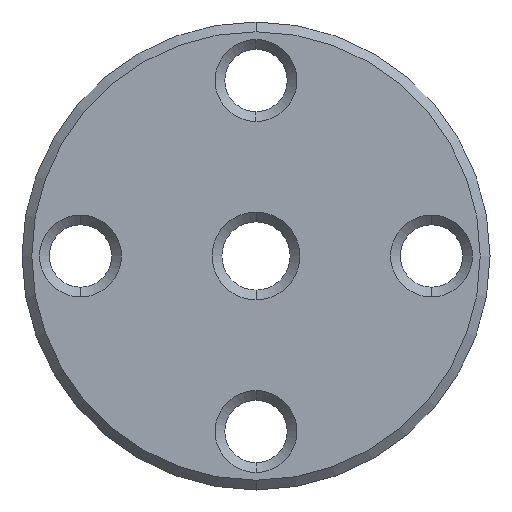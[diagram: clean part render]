
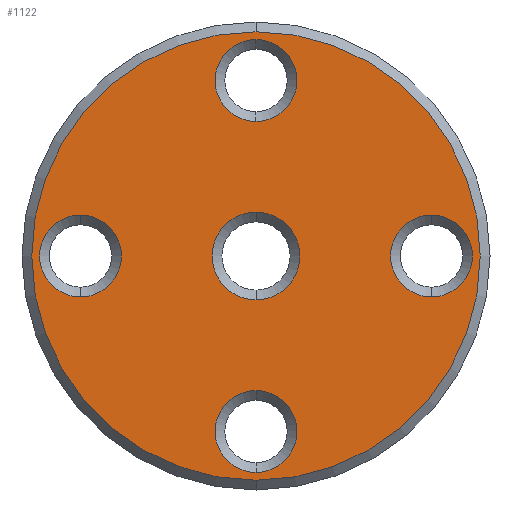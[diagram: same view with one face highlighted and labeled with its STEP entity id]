
A CAD part, front view. The second image highlights one B-rep face of the part: STEP entity #1122.
In plain terms, the highlighted planar face has unit normal (0, -1, 0).
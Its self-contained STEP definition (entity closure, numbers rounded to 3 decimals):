
#4 = EDGE_CURVE ( 'NONE', #239, #785, #919, .T. ) ;
#13 = ORIENTED_EDGE ( 'NONE', *, *, #4, .T. ) ;
#24 = CIRCLE ( 'NONE', #1217, 2.25 ) ;
#44 = EDGE_CURVE ( 'NONE', #252, #1194, #988, .T. ) ;
#58 = EDGE_CURVE ( 'NONE', #1015, #133, #24, .T. ) ;
#69 = ORIENTED_EDGE ( 'NONE', *, *, #1276, .T. ) ;
#73 = FACE_BOUND ( 'NONE', #424, .T. ) ;
#98 = CARTESIAN_POINT ( 'NONE',  ( 0., 0., -9. ) ) ;
#112 = FACE_BOUND ( 'NONE', #534, .T. ) ;
#113 = CARTESIAN_POINT ( 'NONE',  ( 0., 0., -2.25 ) ) ;
#122 = CARTESIAN_POINT ( 'NONE',  ( 0., 0., -6.9 ) ) ;
#123 = CARTESIAN_POINT ( 'NONE',  ( 9., 0., -2.1 ) ) ;
#128 = CIRCLE ( 'NONE', #1080, 11.5 ) ;
#133 = VERTEX_POINT ( 'NONE', #940 ) ;
#140 = FACE_BOUND ( 'NONE', #161, .T. ) ;
#161 = EDGE_LOOP ( 'NONE', ( #872, #330 ) ) ;
#174 = CARTESIAN_POINT ( 'NONE',  ( 9., 0., 2.1 ) ) ;
#181 = DIRECTION ( 'NONE',  ( 0., 0., -1. ) ) ;
#186 = VERTEX_POINT ( 'NONE', #174 ) ;
#197 = CARTESIAN_POINT ( 'NONE',  ( 9., 0., 0. ) ) ;
#205 = CARTESIAN_POINT ( 'NONE',  ( -9., 0., 2.1 ) ) ;
#239 = VERTEX_POINT ( 'NONE', #770 ) ;
#240 = EDGE_CURVE ( 'NONE', #1118, #323, #862, .T. ) ;
#252 = VERTEX_POINT ( 'NONE', #772 ) ;
#281 = DIRECTION ( 'NONE',  ( 0., 1., 0. ) ) ;
#290 = DIRECTION ( 'NONE',  ( 0., 0., -1. ) ) ;
#291 = CARTESIAN_POINT ( 'NONE',  ( 12., 0., 0. ) ) ;
#303 = CARTESIAN_POINT ( 'NONE',  ( 0., 0., 0. ) ) ;
#305 = EDGE_LOOP ( 'NONE', ( #926, #749 ) ) ;
#323 = VERTEX_POINT ( 'NONE', #456 ) ;
#328 = FACE_BOUND ( 'NONE', #677, .T. ) ;
#330 = ORIENTED_EDGE ( 'NONE', *, *, #1278, .T. ) ;
#375 = DIRECTION ( 'NONE',  ( 0., 1., 0. ) ) ;
#379 = CIRCLE ( 'NONE', #1174, 2.1 ) ;
#384 = DIRECTION ( 'NONE',  ( 0., -1., 0. ) ) ;
#391 = DIRECTION ( 'NONE',  ( 0., 0., -1. ) ) ;
#421 = CIRCLE ( 'NONE', #1090, 2.1 ) ;
#424 = EDGE_LOOP ( 'NONE', ( #13, #1064 ) ) ;
#435 = EDGE_CURVE ( 'NONE', #526, #546, #379, .T. ) ;
#441 = EDGE_CURVE ( 'NONE', #803, #186, #592, .T. ) ;
#456 = CARTESIAN_POINT ( 'NONE',  ( 0., 0., 11.1 ) ) ;
#459 = DIRECTION ( 'NONE',  ( 0., 0., -1. ) ) ;
#472 = CARTESIAN_POINT ( 'NONE',  ( -9., 0., 0. ) ) ;
#474 = CARTESIAN_POINT ( 'NONE',  ( 9., 0., 0. ) ) ;
#522 = CARTESIAN_POINT ( 'NONE',  ( 0., 0., 9. ) ) ;
#526 = VERTEX_POINT ( 'NONE', #737 ) ;
#534 = EDGE_LOOP ( 'NONE', ( #849, #1112 ) ) ;
#540 = ORIENTED_EDGE ( 'NONE', *, *, #435, .T. ) ;
#546 = VERTEX_POINT ( 'NONE', #122 ) ;
#548 = DIRECTION ( 'NONE',  ( 0., 0., -1. ) ) ;
#549 = DIRECTION ( 'NONE',  ( 0., 0., -1. ) ) ;
#550 = DIRECTION ( 'NONE',  ( 0., 0., -1. ) ) ;
#552 = CARTESIAN_POINT ( 'NONE',  ( 0., 0., 0. ) ) ;
#555 = DIRECTION ( 'NONE',  ( 0., 1., 0. ) ) ;
#592 = CIRCLE ( 'NONE', #1180, 2.1 ) ;
#601 = DIRECTION ( 'NONE',  ( 0., 0., -1. ) ) ;
#615 = CARTESIAN_POINT ( 'NONE',  ( 0., 0., 0. ) ) ;
#618 = CIRCLE ( 'NONE', #1084, 2.1 ) ;
#624 = DIRECTION ( 'NONE',  ( 0., 1., 0. ) ) ;
#648 = DIRECTION ( 'NONE',  ( 0., 0., -1. ) ) ;
#658 = CIRCLE ( 'NONE', #1091, 2.1 ) ;
#677 = EDGE_LOOP ( 'NONE', ( #1305, #69 ) ) ;
#701 = ORIENTED_EDGE ( 'NONE', *, *, #1273, .T. ) ;
#703 = CIRCLE ( 'NONE', #1086, 2.1 ) ;
#723 = DIRECTION ( 'NONE',  ( 0., 1., 0. ) ) ;
#729 = CARTESIAN_POINT ( 'NONE',  ( 0., 0., 6.9 ) ) ;
#737 = CARTESIAN_POINT ( 'NONE',  ( 0., 0., -11.1 ) ) ;
#749 = ORIENTED_EDGE ( 'NONE', *, *, #44, .T. ) ;
#754 = EDGE_LOOP ( 'NONE', ( #540, #701 ) ) ;
#770 = CARTESIAN_POINT ( 'NONE',  ( -9., 0., -2.1 ) ) ;
#772 = CARTESIAN_POINT ( 'NONE',  ( 0., 0., -11.5 ) ) ;
#782 = FACE_OUTER_BOUND ( 'NONE', #305, .T. ) ;
#785 = VERTEX_POINT ( 'NONE', #205 ) ;
#800 = CARTESIAN_POINT ( 'NONE',  ( 0., 0., -9. ) ) ;
#803 = VERTEX_POINT ( 'NONE', #123 ) ;
#808 = DIRECTION ( 'NONE',  ( 0., 1., 0. ) ) ;
#846 = CIRCLE ( 'NONE', #1085, 2.25 ) ;
#849 = ORIENTED_EDGE ( 'NONE', *, *, #58, .T. ) ;
#862 = CIRCLE ( 'NONE', #1192, 2.1 ) ;
#872 = ORIENTED_EDGE ( 'NONE', *, *, #441, .T. ) ;
#887 = DIRECTION ( 'NONE',  ( 0., 0., -1. ) ) ;
#894 = CARTESIAN_POINT ( 'NONE',  ( 0., 0., 9. ) ) ;
#900 = PLANE ( 'NONE',  #1119 ) ;
#910 = DIRECTION ( 'NONE',  ( 0., -1., 0. ) ) ;
#919 = CIRCLE ( 'NONE', #1245, 2.1 ) ;
#926 = ORIENTED_EDGE ( 'NONE', *, *, #1294, .T. ) ;
#940 = CARTESIAN_POINT ( 'NONE',  ( 0., 0., 2.25 ) ) ;
#956 = CARTESIAN_POINT ( 'NONE',  ( -9., 0., 0. ) ) ;
#970 = DIRECTION ( 'NONE',  ( 0., 0., -1. ) ) ;
#976 = DIRECTION ( 'NONE',  ( 0., 0., -1. ) ) ;
#981 = CARTESIAN_POINT ( 'NONE',  ( 0., 0., 11.5 ) ) ;
#988 = CIRCLE ( 'NONE', #1222, 11.5 ) ;
#1015 = VERTEX_POINT ( 'NONE', #113 ) ;
#1024 = FACE_BOUND ( 'NONE', #754, .T. ) ;
#1029 = DIRECTION ( 'NONE',  ( 0., 0., -1. ) ) ;
#1038 = DIRECTION ( 'NONE',  ( 0., -1., 0. ) ) ;
#1047 = CARTESIAN_POINT ( 'NONE',  ( 0., 0., 0. ) ) ;
#1058 = DIRECTION ( 'NONE',  ( 0., 1., 0. ) ) ;
#1063 = DIRECTION ( 'NONE',  ( 0., 1., 0. ) ) ;
#1064 = ORIENTED_EDGE ( 'NONE', *, *, #1274, .T. ) ;
#1080 = AXIS2_PLACEMENT_3D ( 'NONE', #303, #910, #391 ) ;
#1084 = AXIS2_PLACEMENT_3D ( 'NONE', #197, #808, #290 ) ;
#1085 = AXIS2_PLACEMENT_3D ( 'NONE', #552, #1286, #648 ) ;
#1086 = AXIS2_PLACEMENT_3D ( 'NONE', #894, #375, #970 ) ;
#1090 = AXIS2_PLACEMENT_3D ( 'NONE', #472, #1058, #548 ) ;
#1091 = AXIS2_PLACEMENT_3D ( 'NONE', #800, #281, #887 ) ;
#1112 = ORIENTED_EDGE ( 'NONE', *, *, #1277, .T. ) ;
#1118 = VERTEX_POINT ( 'NONE', #729 ) ;
#1119 = AXIS2_PLACEMENT_3D ( 'NONE', #291, #384, #976 ) ;
#1122 = ADVANCED_FACE ( 'NONE', ( #112, #782, #140, #328, #73, #1024 ), #900, .T. ) ;
#1174 = AXIS2_PLACEMENT_3D ( 'NONE', #98, #723, #181 ) ;
#1179 = DIRECTION ( 'NONE',  ( 0., 1., 0. ) ) ;
#1180 = AXIS2_PLACEMENT_3D ( 'NONE', #474, #1063, #550 ) ;
#1192 = AXIS2_PLACEMENT_3D ( 'NONE', #522, #1179, #601 ) ;
#1194 = VERTEX_POINT ( 'NONE', #981 ) ;
#1217 = AXIS2_PLACEMENT_3D ( 'NONE', #615, #555, #549 ) ;
#1222 = AXIS2_PLACEMENT_3D ( 'NONE', #1047, #1038, #1029 ) ;
#1245 = AXIS2_PLACEMENT_3D ( 'NONE', #956, #624, #459 ) ;
#1273 = EDGE_CURVE ( 'NONE', #546, #526, #658, .T. ) ;
#1274 = EDGE_CURVE ( 'NONE', #785, #239, #421, .T. ) ;
#1276 = EDGE_CURVE ( 'NONE', #323, #1118, #703, .T. ) ;
#1277 = EDGE_CURVE ( 'NONE', #133, #1015, #846, .T. ) ;
#1278 = EDGE_CURVE ( 'NONE', #186, #803, #618, .T. ) ;
#1286 = DIRECTION ( 'NONE',  ( 0., 1., 0. ) ) ;
#1294 = EDGE_CURVE ( 'NONE', #1194, #252, #128, .T. ) ;
#1305 = ORIENTED_EDGE ( 'NONE', *, *, #240, .T. ) ;
